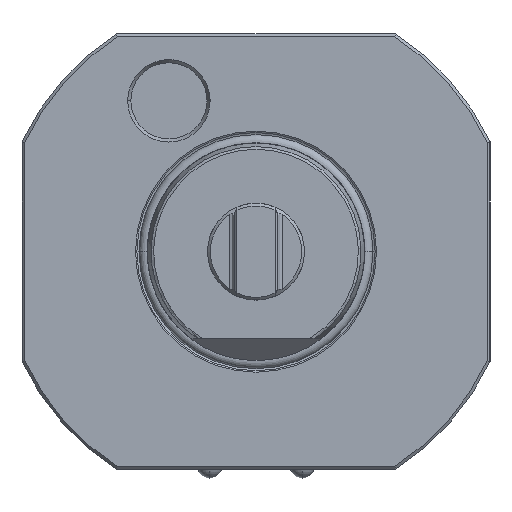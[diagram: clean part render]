
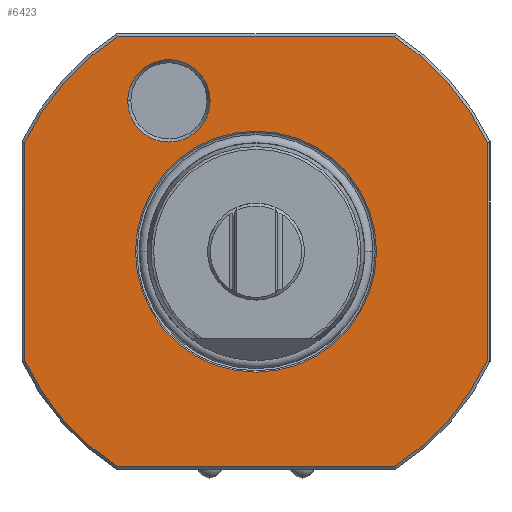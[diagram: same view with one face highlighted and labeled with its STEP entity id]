
A CAD part, left-side view. The second image highlights one B-rep face of the part: STEP entity #6423.
In plain terms, the highlighted planar face has unit normal (-1, 0, 0).
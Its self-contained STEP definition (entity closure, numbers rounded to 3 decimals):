
#230=CARTESIAN_POINT('',(-76.,0.,0.));
#231=DIRECTION('',(1.,0.,0.));
#232=DIRECTION('',(0.,-0.904,-0.427));
#233=AXIS2_PLACEMENT_3D('',#230,#231,#232);
#235=DIRECTION('',(0.,-1.,0.));
#236=VECTOR('',#235,50.942);
#237=CARTESIAN_POINT('',(-76.,25.471,-39.5));
#238=LINE('',#237,#236);
#239=CARTESIAN_POINT('',(-76.,0.,0.));
#240=DIRECTION('',(1.,0.,0.));
#241=DIRECTION('',(0.,0.542,-0.84));
#242=AXIS2_PLACEMENT_3D('',#239,#240,#241);
#244=DIRECTION('',(0.,0.,-1.));
#245=VECTOR('',#244,40.138);
#246=CARTESIAN_POINT('',(-76.,42.5,20.069));
#247=LINE('',#246,#245);
#248=CARTESIAN_POINT('',(-76.,0.,0.));
#249=DIRECTION('',(1.,0.,0.));
#250=DIRECTION('',(0.,0.904,0.427));
#251=AXIS2_PLACEMENT_3D('',#248,#249,#250);
#253=DIRECTION('',(0.,1.,0.));
#254=VECTOR('',#253,50.942);
#255=CARTESIAN_POINT('',(-76.,-25.471,39.5));
#256=LINE('',#255,#254);
#257=CARTESIAN_POINT('',(-76.,0.,0.));
#258=DIRECTION('',(1.,0.,0.));
#259=DIRECTION('',(0.,-0.542,0.84));
#260=AXIS2_PLACEMENT_3D('',#257,#258,#259);
#262=DIRECTION('',(0.,0.,1.));
#263=VECTOR('',#262,40.138);
#264=CARTESIAN_POINT('',(-76.,-42.5,
-20.069));
#265=LINE('',#264,#263);
#266=CARTESIAN_POINT('',(-76.,0.,0.));
#267=DIRECTION('',(1.,0.,0.));
#268=DIRECTION('',(0.,-1.,0.));
#269=AXIS2_PLACEMENT_3D('',#266,#267,#268);
#271=CARTESIAN_POINT('',(-76.,0.,0.));
#272=DIRECTION('',(1.,0.,0.));
#273=DIRECTION('',(0.,1.,0.));
#274=AXIS2_PLACEMENT_3D('',#271,#272,#273);
#276=CARTESIAN_POINT('',(-76.,16.,27.713));
#277=DIRECTION('',(1.,0.,0.));
#278=DIRECTION('',(0.,-1.,0.));
#279=AXIS2_PLACEMENT_3D('',#276,#277,#278);
#281=CARTESIAN_POINT('',(-76.,16.,27.713));
#282=DIRECTION('',(1.,0.,0.));
#283=DIRECTION('',(0.,1.,0.));
#284=AXIS2_PLACEMENT_3D('',#281,#282,#283);
#5676=CARTESIAN_POINT('',(-76.,-22.15,0.));
#5677=CARTESIAN_POINT('',(-76.,22.15,0.));
#5678=VERTEX_POINT('',#5676);
#5679=VERTEX_POINT('',#5677);
#5680=CARTESIAN_POINT('',(-76.,8.423,27.713));
#5681=CARTESIAN_POINT('',(-76.,23.577,27.713));
#5682=VERTEX_POINT('',#5680);
#5683=VERTEX_POINT('',#5681);
#5684=CARTESIAN_POINT('',(-76.,-42.5,-20.07));
#5685=CARTESIAN_POINT('',(-76.,-25.471,-39.5));
#5686=VERTEX_POINT('',#5684);
#5687=VERTEX_POINT('',#5685);
#5692=CARTESIAN_POINT('',(-76.,-25.471,39.5));
#5693=CARTESIAN_POINT('',(-76.,-42.5,20.07));
#5694=VERTEX_POINT('',#5692);
#5695=VERTEX_POINT('',#5693);
#5716=CARTESIAN_POINT('',(-76.,42.5,20.07));
#5717=CARTESIAN_POINT('',(-76.,25.471,39.5));
#5718=VERTEX_POINT('',#5716);
#5719=VERTEX_POINT('',#5717);
#5724=CARTESIAN_POINT('',(-76.,25.471,-39.5));
#5725=CARTESIAN_POINT('',(-76.,42.5,-20.07));
#5726=VERTEX_POINT('',#5724);
#5727=VERTEX_POINT('',#5725);
#6389=CARTESIAN_POINT('',(-76.,0.,0.));
#6390=DIRECTION('',(-1.,0.,0.));
#6391=DIRECTION('',(0.,1.,0.));
#6392=AXIS2_PLACEMENT_3D('',#6389,#6390,#6391);
#6393=PLANE('',#6392);
#6395=ORIENTED_EDGE('',*,*,#6394,.T.);
#6397=ORIENTED_EDGE('',*,*,#6396,.F.);
#6399=ORIENTED_EDGE('',*,*,#6398,.T.);
#6401=ORIENTED_EDGE('',*,*,#6400,.F.);
#6403=ORIENTED_EDGE('',*,*,#6402,.T.);
#6405=ORIENTED_EDGE('',*,*,#6404,.F.);
#6406=ORIENTED_EDGE('',*,*,#6379,.T.);
#6408=ORIENTED_EDGE('',*,*,#6407,.F.);
#6409=EDGE_LOOP('',(#6395,#6397,#6399,#6401,#6403,#6405,#6406,#6408));
#6410=FACE_OUTER_BOUND('',#6409,.F.);
#6412=ORIENTED_EDGE('',*,*,#6411,.F.);
#6414=ORIENTED_EDGE('',*,*,#6413,.F.);
#6415=EDGE_LOOP('',(#6412,#6414));
#6416=FACE_BOUND('',#6415,.F.);
#6418=ORIENTED_EDGE('',*,*,#6417,.F.);
#6420=ORIENTED_EDGE('',*,*,#6419,.F.);
#6421=EDGE_LOOP('',(#6418,#6420));
#6422=FACE_BOUND('',#6421,.F.);
#234=CIRCLE('',#233,47.001);
#243=CIRCLE('',#242,47.001);
#252=CIRCLE('',#251,47.001);
#261=CIRCLE('',#260,47.001);
#270=CIRCLE('',#269,22.15);
#275=CIRCLE('',#274,22.15);
#280=CIRCLE('',#279,7.577);
#285=CIRCLE('',#284,7.577);
#6379=EDGE_CURVE('',#5694,#5695,#261,.T.);
#6394=EDGE_CURVE('',#5686,#5687,#234,.T.);
#6396=EDGE_CURVE('',#5726,#5687,#238,.T.);
#6398=EDGE_CURVE('',#5726,#5727,#243,.T.);
#6400=EDGE_CURVE('',#5718,#5727,#247,.T.);
#6402=EDGE_CURVE('',#5718,#5719,#252,.T.);
#6404=EDGE_CURVE('',#5694,#5719,#256,.T.);
#6407=EDGE_CURVE('',#5686,#5695,#265,.T.);
#6411=EDGE_CURVE('',#5678,#5679,#270,.T.);
#6413=EDGE_CURVE('',#5679,#5678,#275,.T.);
#6417=EDGE_CURVE('',#5682,#5683,#280,.T.);
#6419=EDGE_CURVE('',#5683,#5682,#285,.T.);
#6423=ADVANCED_FACE('',(#6410,#6416,#6422),#6393,.T.);
